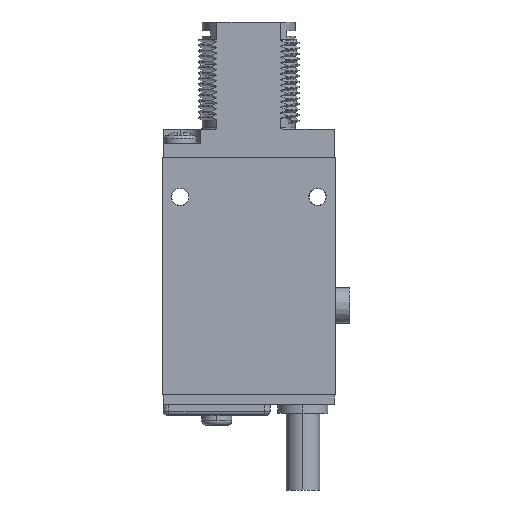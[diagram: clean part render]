
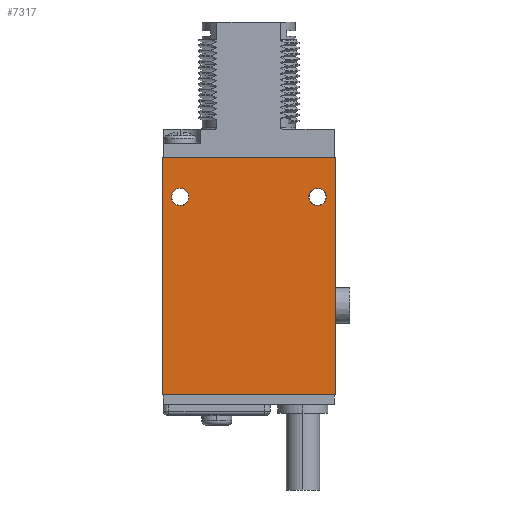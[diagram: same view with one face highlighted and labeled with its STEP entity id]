
A CAD part, left-side view. The second image highlights one B-rep face of the part: STEP entity #7317.
In plain terms, the highlighted planar face has unit normal (-1, 0, 0).
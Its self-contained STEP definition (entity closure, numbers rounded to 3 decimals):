
#1=DIRECTION('',(0.,0.,-1.));
#2=VECTOR('',#1,42.164);
#3=CARTESIAN_POINT('',(-6.02,0.,0.));
#4=LINE('',#3,#2);
#5=DIRECTION('',(0.,1.,0.));
#6=VECTOR('',#5,30.785);
#7=CARTESIAN_POINT('',(-6.02,0.,-42.164));
#8=LINE('',#7,#6);
#9=DIRECTION('',(0.,0.,1.));
#10=VECTOR('',#9,42.164);
#11=CARTESIAN_POINT('',(-6.02,30.785,-42.164));
#12=LINE('',#11,#10);
#13=DIRECTION('',(0.,-1.,0.));
#14=VECTOR('',#13,30.785);
#15=CARTESIAN_POINT('',(-6.02,30.785,0.));
#16=LINE('',#15,#14);
#17=CARTESIAN_POINT('',(-6.02,27.61,-6.985));
#18=DIRECTION('',(1.,0.,0.));
#19=DIRECTION('',(0.,0.,-1.));
#20=AXIS2_PLACEMENT_3D('',#17,#18,#19);
#22=CARTESIAN_POINT('',(-6.02,27.61,-6.985));
#23=DIRECTION('',(1.,0.,0.));
#24=DIRECTION('',(0.,0.,1.));
#25=AXIS2_PLACEMENT_3D('',#22,#23,#24);
#27=CARTESIAN_POINT('',(-6.02,3.175,-6.985));
#28=DIRECTION('',(1.,0.,0.));
#29=DIRECTION('',(0.,0.,-1.));
#30=AXIS2_PLACEMENT_3D('',#27,#28,#29);
#32=CARTESIAN_POINT('',(-6.02,3.175,-6.985));
#33=DIRECTION('',(1.,0.,0.));
#34=DIRECTION('',(0.,0.,1.));
#35=AXIS2_PLACEMENT_3D('',#32,#33,#34);
#6473=CARTESIAN_POINT('',(-6.02,0.,0.));
#6474=CARTESIAN_POINT('',(-6.02,0.,-42.164));
#6475=VERTEX_POINT('',#6473);
#6476=VERTEX_POINT('',#6474);
#6477=CARTESIAN_POINT('',(-6.02,30.785,-42.164));
#6478=VERTEX_POINT('',#6477);
#6479=CARTESIAN_POINT('',(-6.02,30.785,0.));
#6480=VERTEX_POINT('',#6479);
#6489=CARTESIAN_POINT('',(-6.02,27.61,-8.535));
#6490=CARTESIAN_POINT('',(-6.02,27.61,-5.435));
#6491=VERTEX_POINT('',#6489);
#6492=VERTEX_POINT('',#6490);
#6493=CARTESIAN_POINT('',(-6.02,3.175,-8.535));
#6494=CARTESIAN_POINT('',(-6.02,3.175,-5.435));
#6495=VERTEX_POINT('',#6493);
#6496=VERTEX_POINT('',#6494);
#7290=CARTESIAN_POINT('',(-6.02,0.,0.));
#7291=DIRECTION('',(1.,0.,0.));
#7292=DIRECTION('',(0.,0.,-1.));
#7293=AXIS2_PLACEMENT_3D('',#7290,#7291,#7292);
#7294=PLANE('',#7293);
#7296=ORIENTED_EDGE('',*,*,#7295,.T.);
#7298=ORIENTED_EDGE('',*,*,#7297,.T.);
#7300=ORIENTED_EDGE('',*,*,#7299,.T.);
#7302=ORIENTED_EDGE('',*,*,#7301,.T.);
#7303=EDGE_LOOP('',(#7296,#7298,#7300,#7302));
#7304=FACE_OUTER_BOUND('',#7303,.F.);
#7306=ORIENTED_EDGE('',*,*,#7305,.F.);
#7308=ORIENTED_EDGE('',*,*,#7307,.F.);
#7309=EDGE_LOOP('',(#7306,#7308));
#7310=FACE_BOUND('',#7309,.F.);
#7312=ORIENTED_EDGE('',*,*,#7311,.F.);
#7314=ORIENTED_EDGE('',*,*,#7313,.F.);
#7315=EDGE_LOOP('',(#7312,#7314));
#7316=FACE_BOUND('',#7315,.F.);
#7317=ADVANCED_FACE('',(#7304,#7310,#7316),#7294,.F.);
#21=CIRCLE('',#20,1.55);
#26=CIRCLE('',#25,1.55);
#31=CIRCLE('',#30,1.55);
#36=CIRCLE('',#35,1.55);
#7295=EDGE_CURVE('',#6475,#6476,#4,.T.);
#7297=EDGE_CURVE('',#6476,#6478,#8,.T.);
#7299=EDGE_CURVE('',#6478,#6480,#12,.T.);
#7301=EDGE_CURVE('',#6480,#6475,#16,.T.);
#7305=EDGE_CURVE('',#6491,#6492,#21,.T.);
#7307=EDGE_CURVE('',#6492,#6491,#26,.T.);
#7311=EDGE_CURVE('',#6495,#6496,#31,.T.);
#7313=EDGE_CURVE('',#6496,#6495,#36,.T.);
